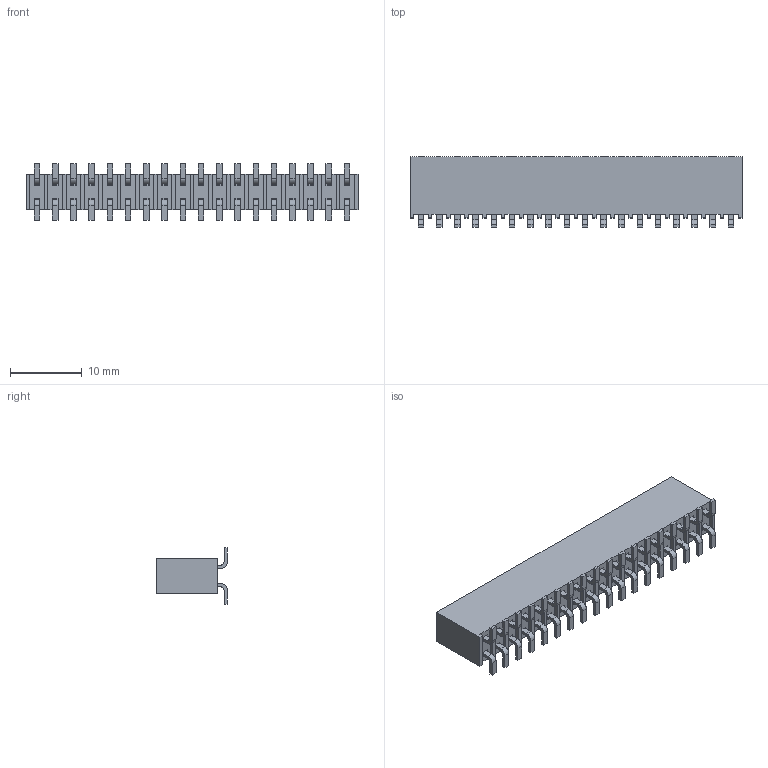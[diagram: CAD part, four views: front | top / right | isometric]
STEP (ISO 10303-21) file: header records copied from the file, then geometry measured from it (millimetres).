
FILE_DESCRIPTION( ( 'STEP AP214' ), '1' );
FILE_NAME( 'SSW-118-22-G-D-VS.stp', '2021-01-08T21:22:25', ( 'License CC BY-ND 4.0' ), ( 'CADENAS' ), ' ', 'PARTsolutions', ' ' );
FILE_SCHEMA( ( 'AUTOMOTIVE_DESIGN { 1 0 10303 214 1 1 1 1 }' ) );
Length unit declared in the file: inch
Products named in the file (3): SSW-118-22-G-D-VS; _T1SSW-118-22-G-D-VS; _P2SSW-118-22-G-D-VS
Assembly tree (2 placements, depth 2):
  SSW-118-22-G-D-VS
    _T1SSW-118-22-G-D-VS
    _P2SSW-118-22-G-D-VS
Bounding box: 46.23 x 9.78 x 7.87 mm (x, y, z)
Volume: 1750.5 mm3; surface area: 2965.3 mm2
Topology: 2 solids, 2 shells, 552 faces, 1536 edges, 1024 vertices
Faces by surface type: plane 480, cylinder 72
Entity records: 22058 total; most frequent: CARTESIAN_POINT 3115, ORIENTED_EDGE 3072, DIRECTION 2790, EDGE_CURVE 1536, LINE 1392, VECTOR 1392, VERTEX_POINT 1024, AXIS2_PLACEMENT_3D 699
